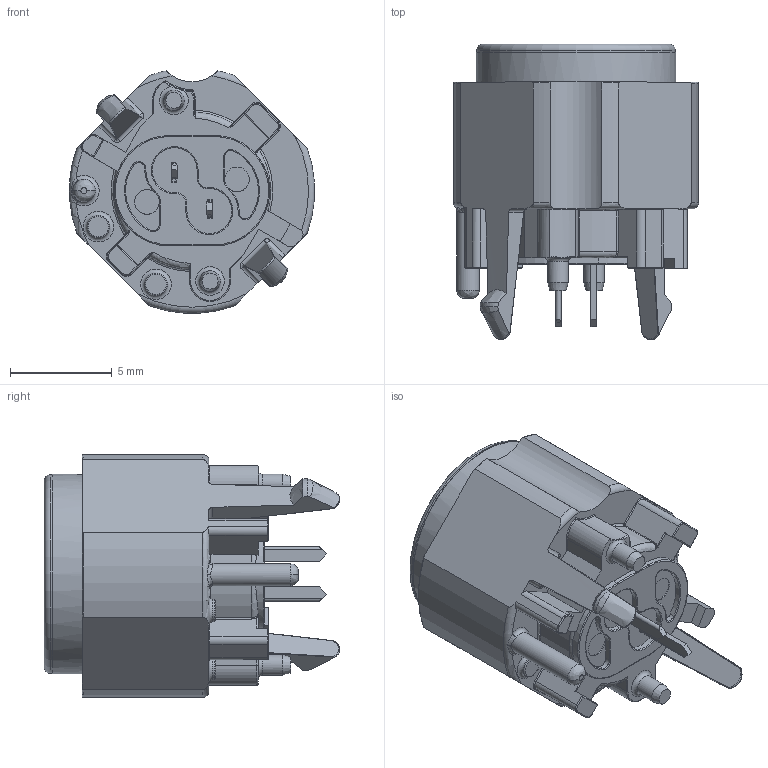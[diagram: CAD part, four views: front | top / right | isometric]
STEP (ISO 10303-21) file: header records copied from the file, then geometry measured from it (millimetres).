
FILE_DESCRIPTION( ( 'STEP AP214' ), '1' );
FILE_NAME( 'K12PYE23.5N.stp', '2021-11-12T16:41:55', ( 'License CC BY-ND 4.0' ), ( 'CADENAS' ), ' ', 'PARTsolutions', ' ' );
FILE_SCHEMA( ( 'AUTOMOTIVE_DESIGN { 1 0 10303 214 1 1 1 1 }' ) );
Length unit declared in the file: millimetre
Products named in the file (4): K12PYE23.5N; 1
Assembly tree (3 placements, depth 2):
  K12PYE23.5N
    1
    1
    1
Bounding box: 12.04 x 14.51 x 11.91 mm (x, y, z)
Volume: 552.5 mm3; surface area: 1238.2 mm2
Topology: 3 solids, 3 shells, 575 faces, 1539 edges, 984 vertices
Faces by surface type: plane 251, cylinder 170, torus 63, bspline 57, cone 30, sphere 4
Full cylindrical faces by diameter (mm): 1.004 x2, 1.02 x4, 1.1 x3, 1.2 x4, 1.205 x2, 7.65 x1, 9.76 x1, 9.8 x1
Entity records: 20742 total; most frequent: CARTESIAN_POINT 7063, ORIENTED_EDGE 2954, DIRECTION 2671, EDGE_CURVE 1477, AXIS2_PLACEMENT_3D 976, VERTEX_POINT 963, LINE 719, VECTOR 719
